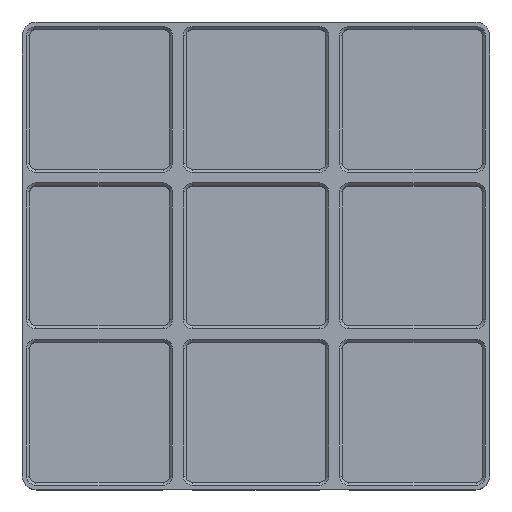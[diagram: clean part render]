
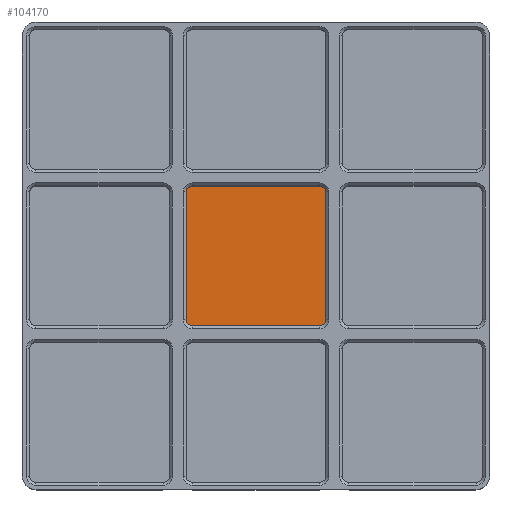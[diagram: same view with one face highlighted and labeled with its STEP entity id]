
A CAD part, top view. The second image highlights one B-rep face of the part: STEP entity #104170.
In plain terms, the highlighted planar face has unit normal (0, 0, 1).
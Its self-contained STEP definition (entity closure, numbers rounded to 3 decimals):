
#101050=CARTESIAN_POINT('',(213.85,249.75,7.));
#101060=VERTEX_POINT('',#101050);
#101090=CARTESIAN_POINT('',(213.85,248.15,7.));
#101100=DIRECTION('',(0.,0.,-1.));
#101110=DIRECTION('',(1.,0.,0.));
#101120=AXIS2_PLACEMENT_3D('',#101090,#101100,#101110);
#101130=CIRCLE('',#101120,1.6);
#101140=CARTESIAN_POINT('',(212.25,248.15,7.));
#101150=VERTEX_POINT('',#101140);
#101160=EDGE_CURVE('',#101150,#101060,#101130,.T.);
#103310=CARTESIAN_POINT('',(249.75,248.15,7.));
#103320=VERTEX_POINT('',#103310);
#103350=CARTESIAN_POINT('',(248.15,248.15,7.));
#103360=DIRECTION('',(0.,0.,-1.));
#103370=DIRECTION('',(1.,0.,0.));
#103380=AXIS2_PLACEMENT_3D('',#103350,#103360,#103370);
#103390=CIRCLE('',#103380,1.6);
#103400=CARTESIAN_POINT('',(248.15,249.75,7.));
#103410=VERTEX_POINT('',#103400);
#103420=EDGE_CURVE('',#103410,#103320,#103390,.T.);
#103620=CARTESIAN_POINT('',(231.,231.,7.));
#103630=DIRECTION('',(0.,0.,1.));
#103640=DIRECTION('',(-1.,0.,0.));
#103650=AXIS2_PLACEMENT_3D('',#103620,#103630,#103640);
#103660=PLANE('',#103650);
#103670=CARTESIAN_POINT('',(248.15,213.85,7.));
#103680=DIRECTION('',(0.,0.,-1.));
#103690=DIRECTION('',(1.,0.,0.));
#103700=AXIS2_PLACEMENT_3D('',#103670,#103680,#103690);
#103710=CIRCLE('',#103700,1.6);
#103720=CARTESIAN_POINT('',(249.75,213.85,7.));
#103730=VERTEX_POINT('',#103720);
#103740=CARTESIAN_POINT('',(248.15,212.25,7.));
#103750=VERTEX_POINT('',#103740);
#103760=EDGE_CURVE('',#103730,#103750,#103710,.T.);
#103770=ORIENTED_EDGE('',*,*,#103760,.F.);
#103780=CARTESIAN_POINT('',(247.,212.25,7.));
#103790=DIRECTION('',(-1.,0.,0.));
#103800=VECTOR('',#103790,1.);
#103810=LINE('',#103780,#103800);
#103820=CARTESIAN_POINT('',(213.85,212.25,7.));
#103830=VERTEX_POINT('',#103820);
#103840=EDGE_CURVE('',#103750,#103830,#103810,.T.);
#103850=ORIENTED_EDGE('',*,*,#103840,.F.);
#103860=CARTESIAN_POINT('',(213.85,213.85,7.));
#103870=DIRECTION('',(0.,0.,-1.));
#103880=DIRECTION('',(1.,0.,0.));
#103890=AXIS2_PLACEMENT_3D('',#103860,#103870,#103880);
#103900=CIRCLE('',#103890,1.6);
#103910=CARTESIAN_POINT('',(212.25,213.85,7.));
#103920=VERTEX_POINT('',#103910);
#103930=EDGE_CURVE('',#103830,#103920,#103900,.T.);
#103940=ORIENTED_EDGE('',*,*,#103930,.F.);
#103950=CARTESIAN_POINT('',(212.25,215.,7.));
#103960=DIRECTION('',(0.,1.,0.));
#103970=VECTOR('',#103960,1.);
#103980=LINE('',#103950,#103970);
#103990=EDGE_CURVE('',#103920,#101150,#103980,.T.);
#104000=ORIENTED_EDGE('',*,*,#103990,.F.);
#104010=ORIENTED_EDGE('',*,*,#101160,.F.);
#104020=CARTESIAN_POINT('',(215.,249.75,7.));
#104030=DIRECTION('',(1.,0.,0.));
#104040=VECTOR('',#104030,1.);
#104050=LINE('',#104020,#104040);
#104060=EDGE_CURVE('',#101060,#103410,#104050,.T.);
#104070=ORIENTED_EDGE('',*,*,#104060,.F.);
#104080=ORIENTED_EDGE('',*,*,#103420,.F.);
#104090=CARTESIAN_POINT('',(249.75,247.,7.));
#104100=DIRECTION('',(0.,-1.,0.));
#104110=VECTOR('',#104100,1.);
#104120=LINE('',#104090,#104110);
#104130=EDGE_CURVE('',#103320,#103730,#104120,.T.);
#104140=ORIENTED_EDGE('',*,*,#104130,.F.);
#104150=EDGE_LOOP('',(#104140,#104080,#104070,#104010,#104000,#103940,
#103850,#103770));
#104160=FACE_OUTER_BOUND('',#104150,.T.);
#104170=ADVANCED_FACE('',(#104160),#103660,.T.);
